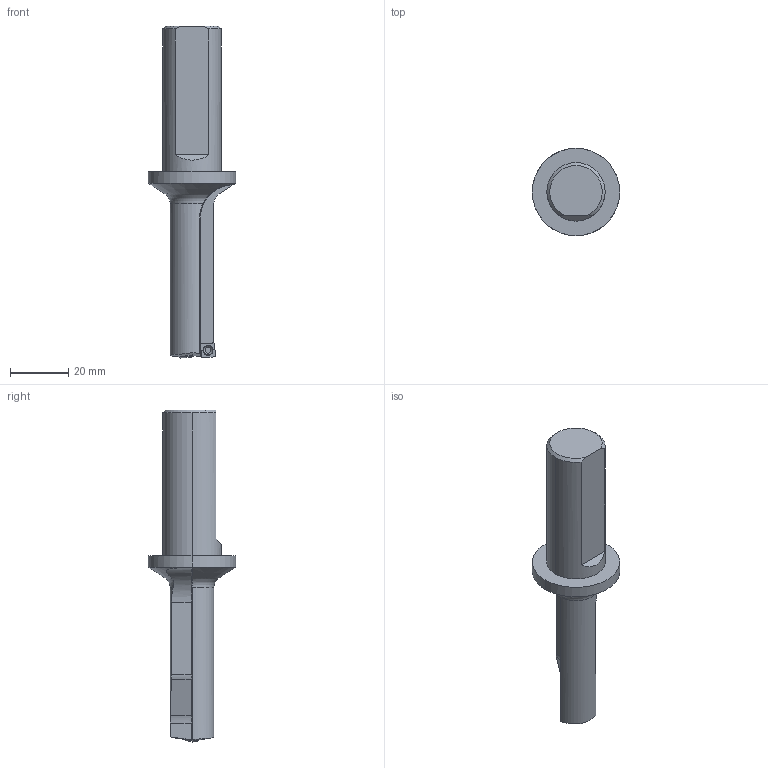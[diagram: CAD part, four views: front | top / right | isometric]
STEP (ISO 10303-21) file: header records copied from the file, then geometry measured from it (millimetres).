
FILE_DESCRIPTION((''),'2;1');
FILE_NAME('1087316001_ASM','2022-12-20T07:02:43',('thiemer'),(''),'CREO PARAMETRIC BY PTC INC, 2021164','CREO PARAMETRIC BY PTC INC, 2021164','');
FILE_SCHEMA(('AP242_MANAGED_MODEL_BASED_3D_ENGINEERING_MIM_LF { 1 0 10303 442 1 1 4 }'));
Length unit declared in the file: millimetre
Products named in the file (3): 1087316001NC; 1087316001C; 1087316001_ASM
Assembly tree (3 placements, depth 2):
  1087316001_ASM
    1087316001NC
    1087316001C  x2
Bounding box: 30 x 30 x 114 mm (x, y, z)
Volume: 26240 mm3; surface area: 7953.4 mm2
Topology: 3 solids, 3 shells, 88 faces, 233 edges, 152 vertices
Faces by surface type: plane 36, cylinder 35, torus 10, cone 7
Entity records: 3611 total; most frequent: CARTESIAN_POINT 621, DIRECTION 429, ORIENTED_EDGE 350, PRESENTATION_STYLE_ASSIGNMENT 218, STYLED_ITEM 218, CURVE_STYLE 215, EDGE_CURVE 175, AXIS2_PLACEMENT_3D 157
